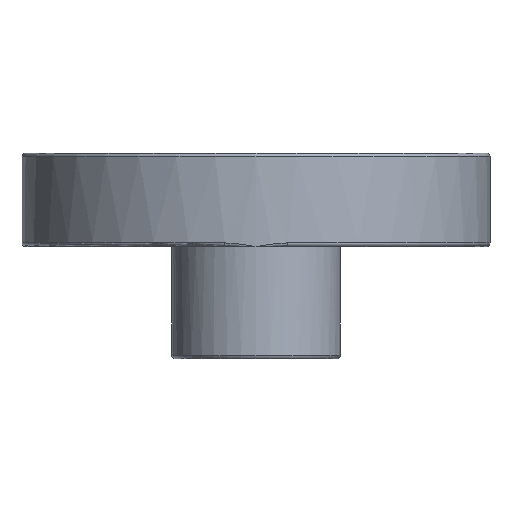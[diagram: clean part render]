
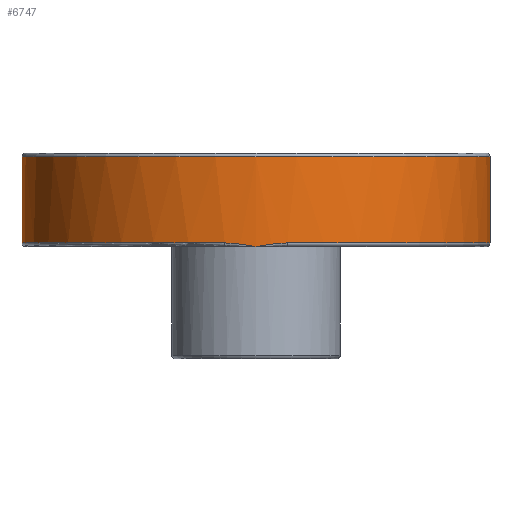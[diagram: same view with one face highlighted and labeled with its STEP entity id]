
A CAD part, front view. The second image highlights one B-rep face of the part: STEP entity #6747.
In plain terms, the highlighted cylindrical face has radius 12.5 mm (diameter 25 mm), a partial arc.
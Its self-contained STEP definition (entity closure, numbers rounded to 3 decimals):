
#288 = CARTESIAN_POINT ( 'NONE',  ( -0.277, -12.5, -2.453 ) ) ;
#462 = CYLINDRICAL_SURFACE ( 'NONE', #8447, 12.5 ) ;
#684 = VERTEX_POINT ( 'NONE', #5731 ) ;
#780 = CIRCLE ( 'NONE', #3166, 12.5 ) ;
#815 = VERTEX_POINT ( 'NONE', #4177 ) ;
#1000 = DIRECTION ( 'NONE',  ( 0., 0., -1. ) ) ;
#1093 = VERTEX_POINT ( 'NONE', #7032 ) ;
#1251 = CARTESIAN_POINT ( 'NONE',  ( -1.109, -12.454, -2.329 ) ) ;
#1287 = CARTESIAN_POINT ( 'NONE',  ( 1.109, -12.454, -2.329 ) ) ;
#1570 = DIRECTION ( 'NONE',  ( -1., 0., 0. ) ) ;
#1668 = ORIENTED_EDGE ( 'NONE', *, *, #2216, .T. ) ;
#1889 = DIRECTION ( 'NONE',  ( 0., 0., -1. ) ) ;
#2019 = ORIENTED_EDGE ( 'NONE', *, *, #8294, .T. ) ;
#2046 = CARTESIAN_POINT ( 'NONE',  ( 0., 0., -2.3 ) ) ;
#2105 = VECTOR ( 'NONE', #7245, 1000. ) ;
#2216 = EDGE_CURVE ( 'NONE', #1093, #5860, #4619, .T. ) ;
#2223 = EDGE_LOOP ( 'NONE', ( #8613, #1668, #6793, #7765, #6997, #2019, #8594 ) ) ;
#2451 = AXIS2_PLACEMENT_3D ( 'NONE', #4997, #1889, #4329 ) ;
#2809 = DIRECTION ( 'NONE',  ( 1., 0., 0. ) ) ;
#3124 = VERTEX_POINT ( 'NONE', #8679 ) ;
#3166 = AXIS2_PLACEMENT_3D ( 'NONE', #2046, #8566, #2809 ) ;
#3491 = CARTESIAN_POINT ( 'NONE',  ( -1.389, -12.426, -2.3 ) ) ;
#3642 = CARTESIAN_POINT ( 'NONE',  ( 0.554, -12.491, -2.405 ) ) ;
#3842 = CIRCLE ( 'NONE', #10036, 12.5 ) ;
#3992 = DIRECTION ( 'NONE',  ( 0., 0., 1. ) ) ;
#4177 = CARTESIAN_POINT ( 'NONE',  ( -12.5, 0., -2.3 ) ) ;
#4198 = EDGE_CURVE ( 'NONE', #1093, #3124, #6401, .T. ) ;
#4269 = CARTESIAN_POINT ( 'NONE',  ( -1.668, -12.388, -2.3 ) ) ;
#4329 = DIRECTION ( 'NONE',  ( 1., 0., 0. ) ) ;
#4405 = FACE_OUTER_BOUND ( 'NONE', #2223, .T. ) ;
#4446 = CARTESIAN_POINT ( 'NONE',  ( 0., -12.5, -2.5 ) ) ;
#4450 = CARTESIAN_POINT ( 'NONE',  ( 1.389, -12.426, -2.3 ) ) ;
#4619 = CIRCLE ( 'NONE', #2451, 12.5 ) ;
#4859 = DIRECTION ( 'NONE',  ( 1., 0., 0. ) ) ;
#4997 = CARTESIAN_POINT ( 'NONE',  ( 0., 0., 2.3 ) ) ;
#5334 = EDGE_CURVE ( 'NONE', #815, #8392, #780, .T. ) ;
#5627 = VERTEX_POINT ( 'NONE', #9792 ) ;
#5731 = CARTESIAN_POINT ( 'NONE',  ( 1.668, -12.388, -2.3 ) ) ;
#5860 = VERTEX_POINT ( 'NONE', #9519 ) ;
#6401 = LINE ( 'NONE', #10519, #2105 ) ;
#6470 = CARTESIAN_POINT ( 'NONE',  ( -1.668, -12.388, -2.3 ) ) ;
#6640 = B_SPLINE_CURVE_WITH_KNOTS ( 'NONE', 3,
 ( #8672, #7702, #3642, #1287, #4450, #9339 ),
 .UNSPECIFIED., .F., .F.,
 ( 4, 2, 4 ),
 ( 0., 0.001, 0.002 ),
 .UNSPECIFIED. ) ;
#6747 = ADVANCED_FACE ( 'NONE', ( #4405 ), #462, .T. ) ;
#6793 = ORIENTED_EDGE ( 'NONE', *, *, #6867, .T. ) ;
#6867 = EDGE_CURVE ( 'NONE', #5860, #815, #6942, .T. ) ;
#6942 = LINE ( 'NONE', #8418, #7716 ) ;
#6997 = ORIENTED_EDGE ( 'NONE', *, *, #9849, .T. ) ;
#7032 = CARTESIAN_POINT ( 'NONE',  ( 12.5, 0., 2.3 ) ) ;
#7123 = DIRECTION ( 'NONE',  ( 0., 0., -1. ) ) ;
#7245 = DIRECTION ( 'NONE',  ( 0., 0., -1. ) ) ;
#7702 = CARTESIAN_POINT ( 'NONE',  ( 0.277, -12.5, -2.453 ) ) ;
#7716 = VECTOR ( 'NONE', #1000, 1000. ) ;
#7765 = ORIENTED_EDGE ( 'NONE', *, *, #5334, .T. ) ;
#8294 = EDGE_CURVE ( 'NONE', #5627, #684, #6640, .T. ) ;
#8391 = EDGE_CURVE ( 'NONE', #684, #3124, #3842, .T. ) ;
#8392 = VERTEX_POINT ( 'NONE', #6470 ) ;
#8418 = CARTESIAN_POINT ( 'NONE',  ( -12.5, 0., 2.5 ) ) ;
#8447 = AXIS2_PLACEMENT_3D ( 'NONE', #10353, #7123, #1570 ) ;
#8566 = DIRECTION ( 'NONE',  ( 0., 0., 1. ) ) ;
#8594 = ORIENTED_EDGE ( 'NONE', *, *, #8391, .T. ) ;
#8613 = ORIENTED_EDGE ( 'NONE', *, *, #4198, .F. ) ;
#8672 = CARTESIAN_POINT ( 'NONE',  ( 0., -12.5, -2.5 ) ) ;
#8679 = CARTESIAN_POINT ( 'NONE',  ( 12.5, 0., -2.3 ) ) ;
#8944 = CARTESIAN_POINT ( 'NONE',  ( 0., 0., -2.3 ) ) ;
#9102 = B_SPLINE_CURVE_WITH_KNOTS ( 'NONE', 3,
 ( #4269, #3491, #1251, #10070, #288, #4446 ),
 .UNSPECIFIED., .F., .F.,
 ( 4, 2, 4 ),
 ( 0., 0.001, 0.002 ),
 .UNSPECIFIED. ) ;
#9339 = CARTESIAN_POINT ( 'NONE',  ( 1.668, -12.388, -2.3 ) ) ;
#9519 = CARTESIAN_POINT ( 'NONE',  ( -12.5, 0., 2.3 ) ) ;
#9792 = CARTESIAN_POINT ( 'NONE',  ( 0., -12.5, -2.5 ) ) ;
#9849 = EDGE_CURVE ( 'NONE', #8392, #5627, #9102, .T. ) ;
#10036 = AXIS2_PLACEMENT_3D ( 'NONE', #8944, #3992, #4859 ) ;
#10070 = CARTESIAN_POINT ( 'NONE',  ( -0.554, -12.491, -2.405 ) ) ;
#10353 = CARTESIAN_POINT ( 'NONE',  ( 0., 0., 2.5 ) ) ;
#10519 = CARTESIAN_POINT ( 'NONE',  ( 12.5, 0., 2.5 ) ) ;
